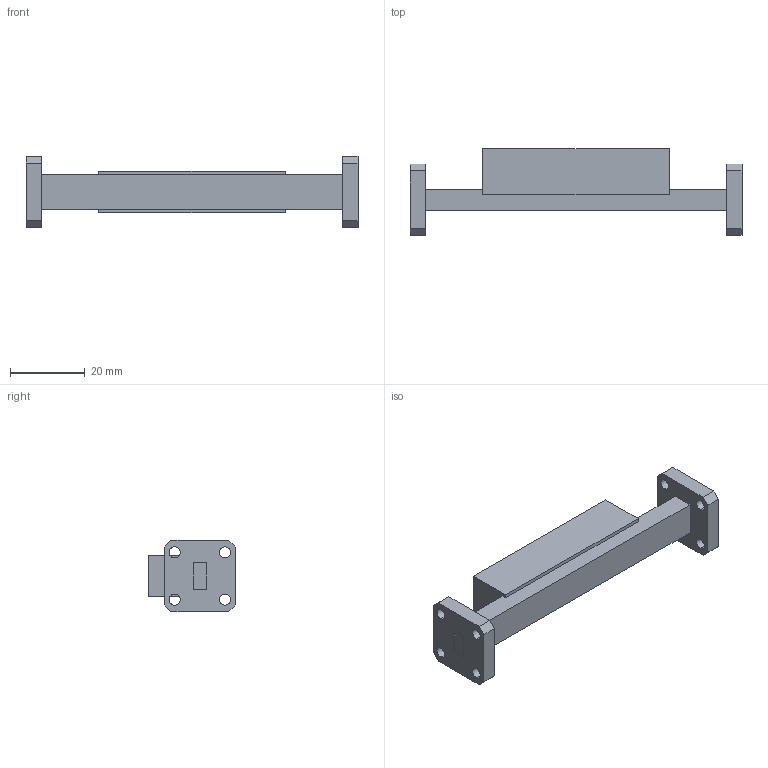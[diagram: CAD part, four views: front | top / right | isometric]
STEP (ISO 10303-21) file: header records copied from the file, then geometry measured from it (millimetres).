
FILE_DESCRIPTION (( 'STEP AP203' ), '1' );
FILE_NAME ('STA-03-28-F2, STA-06-28-F2, STA-10-28-F2, STA-20-28-F2, STA-30-28-F2, STA-40-28-F2, STA-50-28-F2.STEP', '2019-11-04T21:07:49', ( '' ), ( '' ), 'SwSTEP 2.0', 'SolidWorks 2016', '' );
FILE_SCHEMA (( 'CONFIG_CONTROL_DESIGN' ));
Length unit declared in the file: inch
Products named in the file (1): STA-03-28-F2, STA-06-28-F2, STA-10-28-F2, STA-20-28-F2, STA-30-28-F2, STA-40-28-F2, STA-50-28-F2
Bounding box: 88.9 x 23.24 x 19.05 mm (x, y, z)
Volume: 13027.9 mm3; surface area: 6037.8 mm2
Topology: 1 solids, 1 shells, 58 faces, 156 edges, 104 vertices
Faces by surface type: plane 42, cylinder 16
Entity records: 1923 total; most frequent: CARTESIAN_POINT 319, ORIENTED_EDGE 312, DIRECTION 306, EDGE_CURVE 156, VECTOR 124, LINE 124, VERTEX_POINT 104, AXIS2_PLACEMENT_3D 91
